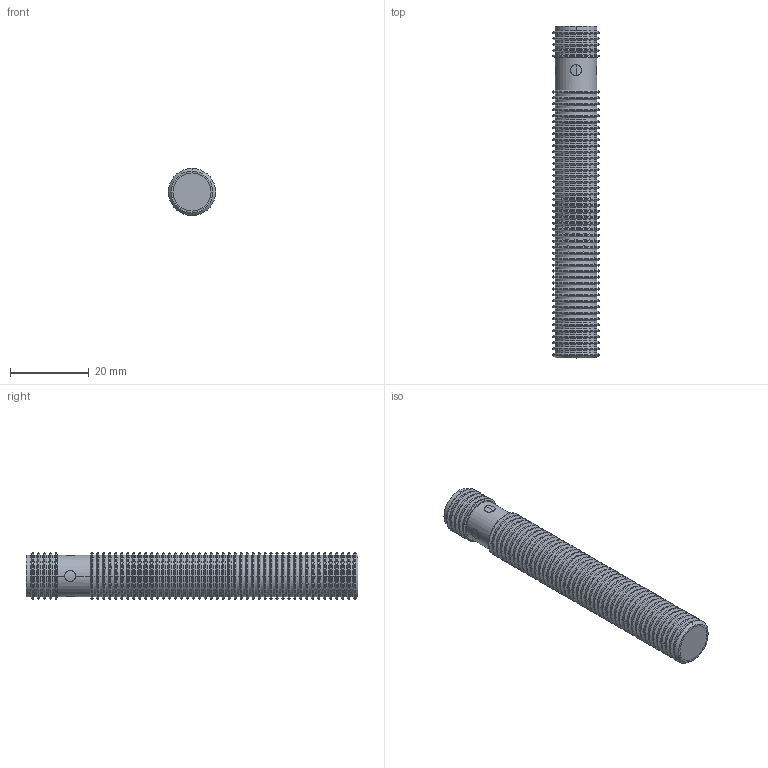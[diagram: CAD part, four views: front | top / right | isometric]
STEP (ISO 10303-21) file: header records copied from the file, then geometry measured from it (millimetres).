
FILE_DESCRIPTION(('STEP AP214'),'1');
FILE_NAME('cctmp_AC33BAA4-9050-4EBA-891E-67B1FDB510AD_2023_01_30_10_06_58_0503..stp','2023-01-30T09:06:58',('Pepperl+Fuchs GmbH'),('CADClick - www.CADClick.com'),'Spatial InterOp 3D',' ','unknown authorization');
FILE_SCHEMA(('AUTOMOTIVE_DESIGN'));
Length unit declared in the file: millimetre
Products named in the file (4): cc_unnamed; NBB2-12GM70-A2-V1_2; NBB2-12GM70-A2-V1_1; NBB2-12GM70-A2-V1
Assembly tree (3 placements, depth 2):
  cc_unnamed
    NBB2-12GM70-A2-V1_2
    NBB2-12GM70-A2-V1_1
    NBB2-12GM70-A2-V1
Bounding box: 12 x 84.51 x 12 mm (x, y, z)
Volume: 7583.6 mm3; surface area: 6711.7 mm2
Topology: 7 solids, 7 shells, 481 faces, 994 edges, 518 vertices
Faces by surface type: cylinder 243, cone 206, plane 24, sphere 8
Entity records: 16759 total; most frequent: CARTESIAN_POINT 2565, DIRECTION 2390, ORIENTED_EDGE 1956, EDGE_CURVE 978, AXIS2_PLACEMENT_3D 967, VERTEX_POINT 518, EDGE_LOOP 496, STYLED_ITEM 488
